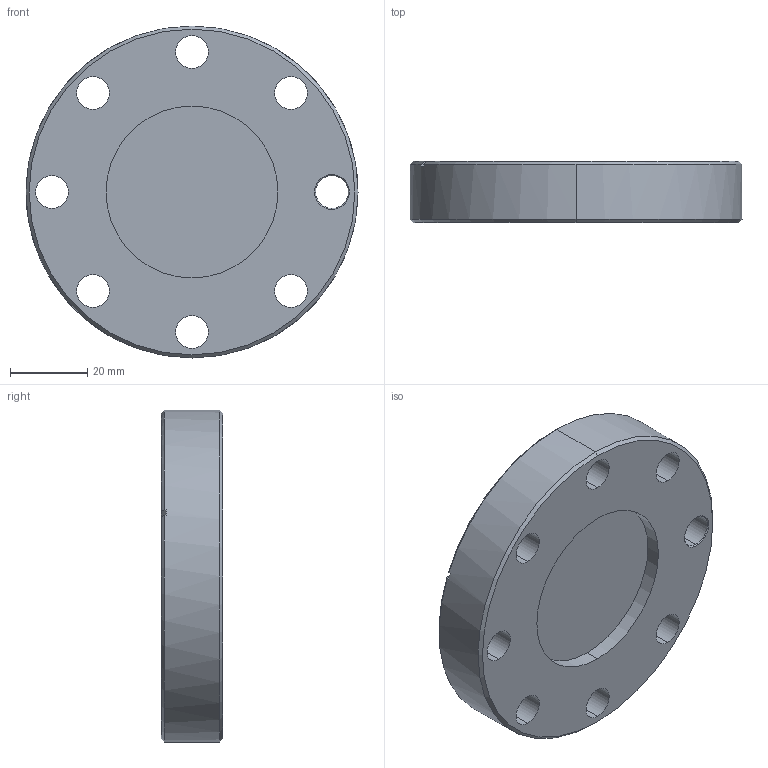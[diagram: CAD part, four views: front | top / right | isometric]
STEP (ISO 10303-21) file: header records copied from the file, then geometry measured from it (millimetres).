
FILE_DESCRIPTION (( 'STEP AP203' ), '1' );
FILE_NAME ('A0650-2-CF.STEP', '2019-09-20T15:49:12', ( '' ), ( '' ), 'SwSTEP 2.0', 'SolidWorks 2019', '' );
FILE_SCHEMA (( 'CONFIG_CONTROL_DESIGN' ));
Length unit declared in the file: inch
Products named in the file (1): A0650-2-CF
Bounding box: 85.85 x 15.88 x 85.85 mm (x, y, z)
Volume: 66960.2 mm3; surface area: 21281.8 mm2
Topology: 1 solids, 1 shells, 62 faces, 152 edges, 97 vertices
Faces by surface type: cylinder 34, plane 15, cone 13
Entity records: 1974 total; most frequent: DIRECTION 361, CARTESIAN_POINT 324, ORIENTED_EDGE 304, EDGE_CURVE 152, AXIS2_PLACEMENT_3D 150, VERTEX_POINT 97, CIRCLE 87, EDGE_LOOP 83
